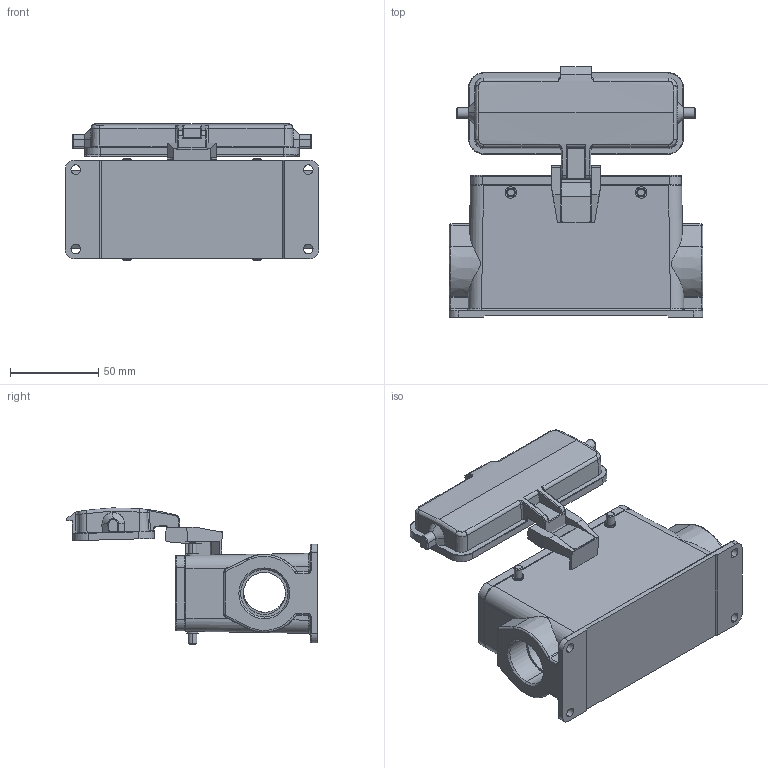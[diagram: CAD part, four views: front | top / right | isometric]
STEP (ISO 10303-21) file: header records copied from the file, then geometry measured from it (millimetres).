
FILE_DESCRIPTION (( 'STEP AP203' ), '1' );
FILE_NAME ('H24B-SFH-4B-CV-2PG21.STP', '2017-08-24T11:01:13', ( '微软用户' ), ( '微软中国' ), 'SwSTEP 2.0', 'SolidWorks 2012', '' );
FILE_SCHEMA (( 'CONFIG_CONTROL_DESIGN' ));
Length unit declared in the file: millimetre
Products named in the file (1): H24B-SFH-4B-CV-2PG21
Bounding box: 144 x 142.16 x 77.35 mm (x, y, z)
Volume: 215705.8 mm3; surface area: 96812.3 mm2
Topology: 4 solids, 4 shells, 626 faces, 1567 edges, 974 vertices
Faces by surface type: cylinder 259, plane 225, bspline 87, cone 39, torus 16
Entity records: 23921 total; most frequent: CARTESIAN_POINT 9743, ORIENTED_EDGE 3126, DIRECTION 2715, EDGE_CURVE 1563, VERTEX_POINT 974, AXIS2_PLACEMENT_3D 957, VECTOR 801, LINE 801
